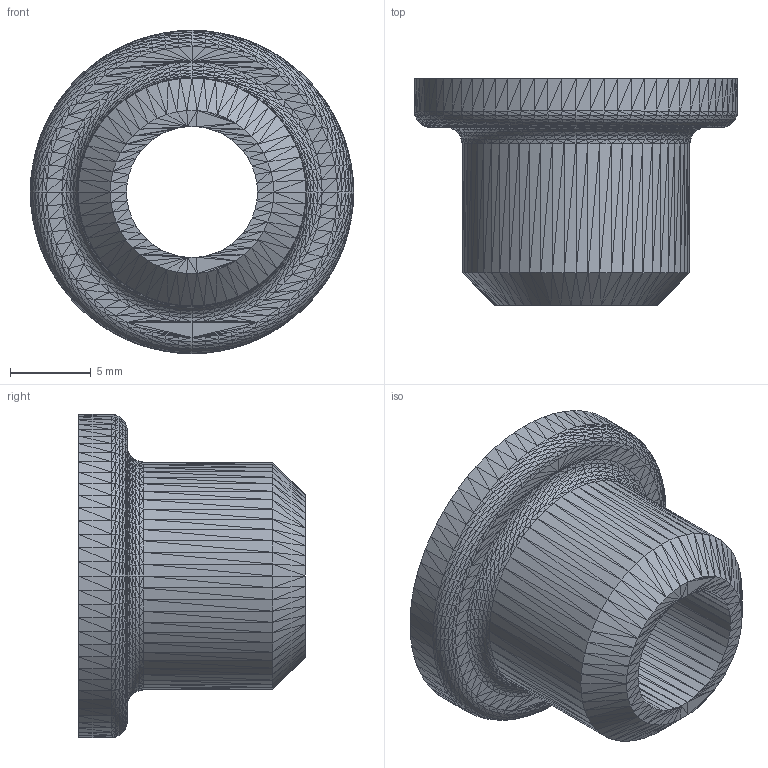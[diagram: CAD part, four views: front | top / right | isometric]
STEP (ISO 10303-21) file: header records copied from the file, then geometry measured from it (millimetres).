
FILE_DESCRIPTION((''),'2;1');
FILE_NAME('Shaft Spacer', '2026-01-31T14:30:48', (''), (''), 'ImageToStl.com STEP Converter','', '');
FILE_SCHEMA(('AUTOMOTIVE_DESIGN_CC2'));
Length unit declared in the file: metre
Products named in the file (1): product0
Bounding box: 20 x 14 x 20 mm (x, y, z)
Surface area: 1452.7 mm2 (no closed solid volume)
Topology: 0 solids, 2476 shells, 2476 faces, 7428 edges, 1238 vertices
Faces by surface type: plane 2476
Entity records: 56976 total; most frequent: DIRECTION 12382, ORIENTED_EDGE 7428, EDGE_CURVE 7428, LINE 7428, VECTOR 7428, AXIS2_PLACEMENT_3D 2477, FACE_SURFACE 2476, PLANE 2476
